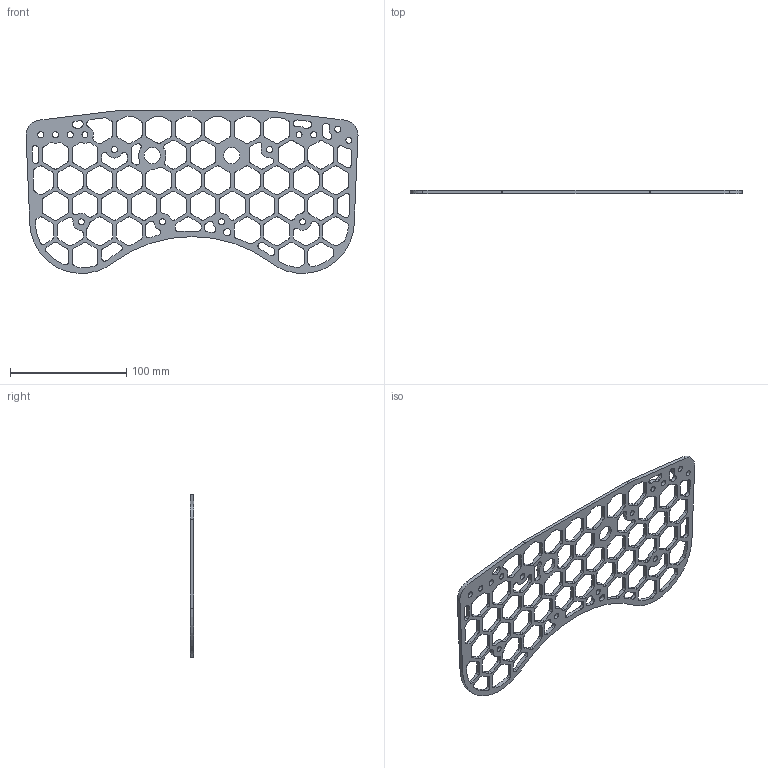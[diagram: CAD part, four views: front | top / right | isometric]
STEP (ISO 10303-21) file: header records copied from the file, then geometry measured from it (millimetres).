
FILE_DESCRIPTION(/* description */ ('STEP AP242','CAx-IF Rec.Pracs.---Representation and Presentation of Product Manufacturing Information (PMI)---4.0---2014-10-13','CAx-IF Rec.Pracs.---3D Tessellated Geometry---0.4---2014-09-14','2;1'),/* implementation_level */ '2;1');
FILE_NAME(/* name */ '690022d8d9d94edc88f1fb21',/* time_stamp */ '2025-10-28T01:56:40Z',/* author */ (''),/* organization */ (''),/* preprocessor_version */ 'ST-DEVELOPER v20',/* originating_system */ 'ONSHAPE BY PTC INC, 1.205',/* authorisation */ ' ');
FILE_SCHEMA (('AP242_MANAGED_MODEL_BASED_3D_ENGINEERING_MIM_LF { 1 0 10303 442 1 1 4 }'));
Length unit declared in the file: metre
Products named in the file (1): Outside Plate
Bounding box: 285.97 x 3.17 x 140.3 mm (x, y, z)
Volume: 42437.7 mm3; surface area: 43168 mm2
Topology: 1 solids, 1 shells, 748 faces, 2238 edges, 1492 vertices
Faces by surface type: cylinder 423, plane 325
Full cylindrical faces by diameter (mm): 5.105 x14, 14.02 x2
Entity records: 25738 total; most frequent: DIRECTION 4566, CARTESIAN_POINT 4463, ORIENTED_EDGE 4444, EDGE_CURVE 2222, AXIS2_PLACEMENT_3D 1595, VERTEX_POINT 1492, LINE 1376, VECTOR 1376
